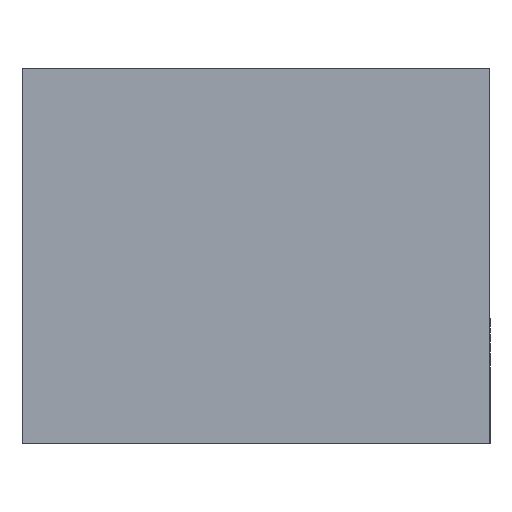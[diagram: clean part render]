
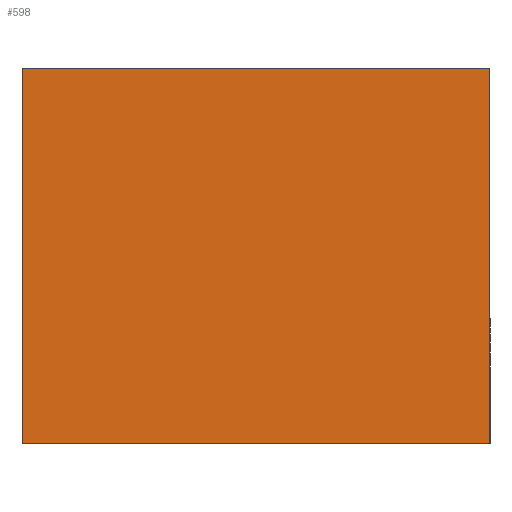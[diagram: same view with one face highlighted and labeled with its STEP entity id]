
A CAD part, left-side view. The second image highlights one B-rep face of the part: STEP entity #598.
In plain terms, the highlighted free-form (B-spline) face has degree [1, 1] with [2, 2] control points.
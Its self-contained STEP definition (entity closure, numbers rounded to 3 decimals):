
#485=CARTESIAN_POINT('V8',(0.0,0.0,0.0));
#486=VERTEX_POINT('V8',#485);
#501=CARTESIAN_POINT('V16',(0.0,152.4,0.0));
#502=VERTEX_POINT('V16',#501);
#508=CARTESIAN_POINT('E22',(0.0,0.0,0.0));
#509=CARTESIAN_POINT('E22',(0.0,152.4,0.0));
#510=QUASI_UNIFORM_CURVE('E22',1,(#508,#509),.POLYLINE_FORM.,.F.,.U.
   );
#511=EDGE_CURVE('E22',#486,#502,#510,.T.);
#551=CARTESIAN_POINT('V13',(0.0,152.4,
   121.965));
#552=VERTEX_POINT('V13',#551);
#558=CARTESIAN_POINT('E19',(0.0,152.4,0.0));
#559=CARTESIAN_POINT('E19',(0.0,152.4,
   121.965));
#560=QUASI_UNIFORM_CURVE('E19',1,(#558,#559),.POLYLINE_FORM.,.F.,.U.
   );
#561=EDGE_CURVE('E19',#502,#552,#560,.T.);
#577=CARTESIAN_POINT('F9',(0.0,0.0,0.0));
#578=CARTESIAN_POINT('F9',(0.0,0.0,121.965));
#579=CARTESIAN_POINT('F9',(0.0,152.4,0.0));
#580=CARTESIAN_POINT('F9',(0.0,152.4,
   121.965));
#581=QUASI_UNIFORM_SURFACE('F9',1,1,((#577,#579),(#578,#580)),
   .PLANE_SURF.,.F.,.F.,.U.);
#582=CARTESIAN_POINT('V7',(0.0,0.0,121.965));
#583=VERTEX_POINT('V7',#582);
#584=CARTESIAN_POINT('E10',(0.0,0.0,121.965));
#585=CARTESIAN_POINT('E10',(0.0,0.0,0.0));
#586=QUASI_UNIFORM_CURVE('E10',1,(#584,#585),.POLYLINE_FORM.,.F.,.U.
   );
#587=EDGE_CURVE('E10',#583,#486,#586,.T.);
#588=ORIENTED_EDGE('E10',*,*,#587,.T.);
#589=ORIENTED_EDGE('F8',*,*,#511,.T.);
#590=ORIENTED_EDGE('E19',*,*,#561,.T.);
#591=CARTESIAN_POINT('E23',(0.0,152.4,
   121.965));
#592=CARTESIAN_POINT('E23',(0.0,0.0,121.965));
#593=QUASI_UNIFORM_CURVE('E23',1,(#591,#592),.POLYLINE_FORM.,.F.,.U.
   );
#594=EDGE_CURVE('E23',#552,#583,#593,.T.);
#595=ORIENTED_EDGE('E23',*,*,#594,.T.);
#596=EDGE_LOOP('F9',(#588,#589,#590,#595));
#597=FACE_OUTER_BOUND('F9',#596,.F.);
#598=ADVANCED_FACE('F9',(#597),#581,.T.);
